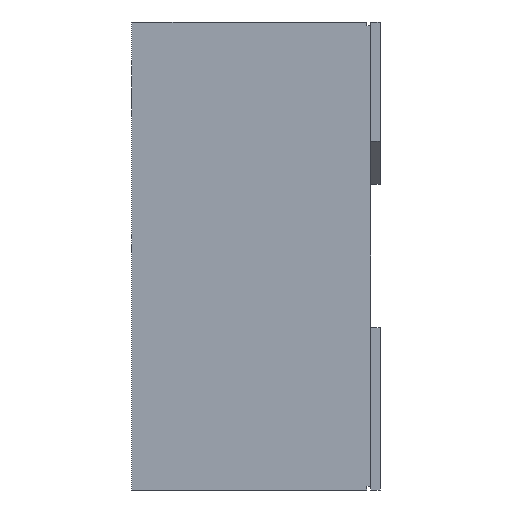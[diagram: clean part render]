
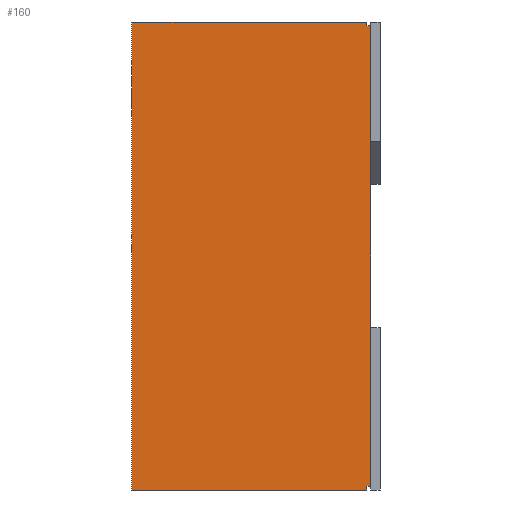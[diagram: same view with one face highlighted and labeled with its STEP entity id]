
A CAD part, left-side view. The second image highlights one B-rep face of the part: STEP entity #160.
In plain terms, the highlighted planar face has unit normal (-1, 0, 0).
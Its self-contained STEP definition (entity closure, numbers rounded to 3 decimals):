
#13 = EDGE_CURVE ( 'NONE', #3319, #3213, #737, .T. ) ;
#91 = ORIENTED_EDGE ( 'NONE', *, *, #235, .F. ) ;
#99 = VERTEX_POINT ( 'NONE', #1055 ) ;
#102 = ORIENTED_EDGE ( 'NONE', *, *, #130, .F. ) ;
#130 = EDGE_CURVE ( 'NONE', #1685, #99, #1181, .T. ) ;
#152 = ORIENTED_EDGE ( 'NONE', *, *, #3423, .F. ) ;
#160 = ADVANCED_FACE ( 'NONE', ( #1288 ), #1289, .T. ) ;
#235 = EDGE_CURVE ( 'NONE', #570, #3213, #1595, .T. ) ;
#311 = EDGE_CURVE ( 'NONE', #572, #492, #1945, .T. ) ;
#371 = EDGE_LOOP ( 'NONE', ( #528, #91, #3376, #3441, #467, #102, #152, #655 ) ) ;
#457 = EDGE_CURVE ( 'NONE', #3319, #1921, #2568, .T. ) ;
#467 = ORIENTED_EDGE ( 'NONE', *, *, #551, .F. ) ;
#492 = VERTEX_POINT ( 'NONE', #2724 ) ;
#528 = ORIENTED_EDGE ( 'NONE', *, *, #13, .T. ) ;
#551 = EDGE_CURVE ( 'NONE', #99, #572, #2902, .T. ) ;
#570 = VERTEX_POINT ( 'NONE', #3025 ) ;
#572 = VERTEX_POINT ( 'NONE', #3032 ) ;
#655 = ORIENTED_EDGE ( 'NONE', *, *, #457, .F. ) ;
#737 = LINE ( 'NONE', #738, #739 ) ;
#738 = CARTESIAN_POINT ( 'NONE',  ( -0.325, 0.07, -1.205 ) ) ;
#739 = VECTOR ( 'NONE', #740, 1000. ) ;
#740 = DIRECTION ( 'NONE',  ( 0., -1., 0. ) ) ;
#1055 = CARTESIAN_POINT ( 'NONE',  ( -0.325, 1.3, 1.225 ) ) ;
#1181 = LINE ( 'NONE', #1182, #1183 ) ;
#1182 = CARTESIAN_POINT ( 'NONE',  ( -0.325, 1.3, 1.225 ) ) ;
#1183 = VECTOR ( 'NONE', #1184, 1000. ) ;
#1184 = DIRECTION ( 'NONE',  ( 0., 0., 1. ) ) ;
#1288 = FACE_OUTER_BOUND ( 'NONE', #371, .T. ) ;
#1289 = PLANE ( 'NONE',  #1290 ) ;
#1290 = AXIS2_PLACEMENT_3D ( 'NONE', #1291, #1292, #1293 ) ;
#1291 = CARTESIAN_POINT ( 'NONE',  ( -0.325, 1.3, -1.225 ) ) ;
#1292 = DIRECTION ( 'NONE',  ( -1., 0., 0. ) ) ;
#1293 = DIRECTION ( 'NONE',  ( 0., 0., 1. ) ) ;
#1510 = LINE ( 'NONE', #1511, #1512 ) ;
#1511 = CARTESIAN_POINT ( 'NONE',  ( -0.325, 1.3, -1.225 ) ) ;
#1512 = VECTOR ( 'NONE', #1513, 1000. ) ;
#1513 = DIRECTION ( 'NONE',  ( 0., 1., 0. ) ) ;
#1595 = LINE ( 'NONE', #1596, #1598 ) ;
#1596 = CARTESIAN_POINT ( 'NONE',  ( -0.325, 0.05, 1.225 ) ) ;
#1598 = VECTOR ( 'NONE', #1599, 1000. ) ;
#1599 = DIRECTION ( 'NONE',  ( 0., 0., -1. ) ) ;
#1685 = VERTEX_POINT ( 'NONE', #1823 ) ;
#1823 = CARTESIAN_POINT ( 'NONE',  ( -0.325, 1.3, -1.225 ) ) ;
#1921 = VERTEX_POINT ( 'NONE', #1937 ) ;
#1937 = CARTESIAN_POINT ( 'NONE',  ( -0.325, 0.07, -1.225 ) ) ;
#1945 = LINE ( 'NONE', #1946, #1947 ) ;
#1946 = CARTESIAN_POINT ( 'NONE',  ( -0.325, 0.07, 1.225 ) ) ;
#1947 = VECTOR ( 'NONE', #1948, 1000. ) ;
#1948 = DIRECTION ( 'NONE',  ( 0., 0., -1. ) ) ;
#2568 = LINE ( 'NONE', #2569, #2570 ) ;
#2569 = CARTESIAN_POINT ( 'NONE',  ( -0.325, 0.07, -1.225 ) ) ;
#2570 = VECTOR ( 'NONE', #2571, 1000. ) ;
#2571 = DIRECTION ( 'NONE',  ( 0., 0., -1. ) ) ;
#2624 = CARTESIAN_POINT ( 'NONE',  ( -0.325, 0.05, -1.205 ) ) ;
#2724 = CARTESIAN_POINT ( 'NONE',  ( -0.325, 0.07, 1.205 ) ) ;
#2805 = LINE ( 'NONE', #2806, #2807 ) ;
#2806 = CARTESIAN_POINT ( 'NONE',  ( -0.325, 0.07, 1.205 ) ) ;
#2807 = VECTOR ( 'NONE', #2808, 1000. ) ;
#2808 = DIRECTION ( 'NONE',  ( 0., -1., 0. ) ) ;
#2901 = CARTESIAN_POINT ( 'NONE',  ( -0.325, 0.07, -1.205 ) ) ;
#2902 = LINE ( 'NONE', #2903, #2904 ) ;
#2903 = CARTESIAN_POINT ( 'NONE',  ( -0.325, 1.3, 1.225 ) ) ;
#2904 = VECTOR ( 'NONE', #2905, 1000. ) ;
#2905 = DIRECTION ( 'NONE',  ( 0., -1., 0. ) ) ;
#3025 = CARTESIAN_POINT ( 'NONE',  ( -0.325, 0.05, 1.205 ) ) ;
#3032 = CARTESIAN_POINT ( 'NONE',  ( -0.325, 0.07, 1.225 ) ) ;
#3213 = VERTEX_POINT ( 'NONE', #2624 ) ;
#3281 = EDGE_CURVE ( 'NONE', #492, #570, #2805, .T. ) ;
#3319 = VERTEX_POINT ( 'NONE', #2901 ) ;
#3376 = ORIENTED_EDGE ( 'NONE', *, *, #3281, .F. ) ;
#3423 = EDGE_CURVE ( 'NONE', #1921, #1685, #1510, .T. ) ;
#3441 = ORIENTED_EDGE ( 'NONE', *, *, #311, .F. ) ;
